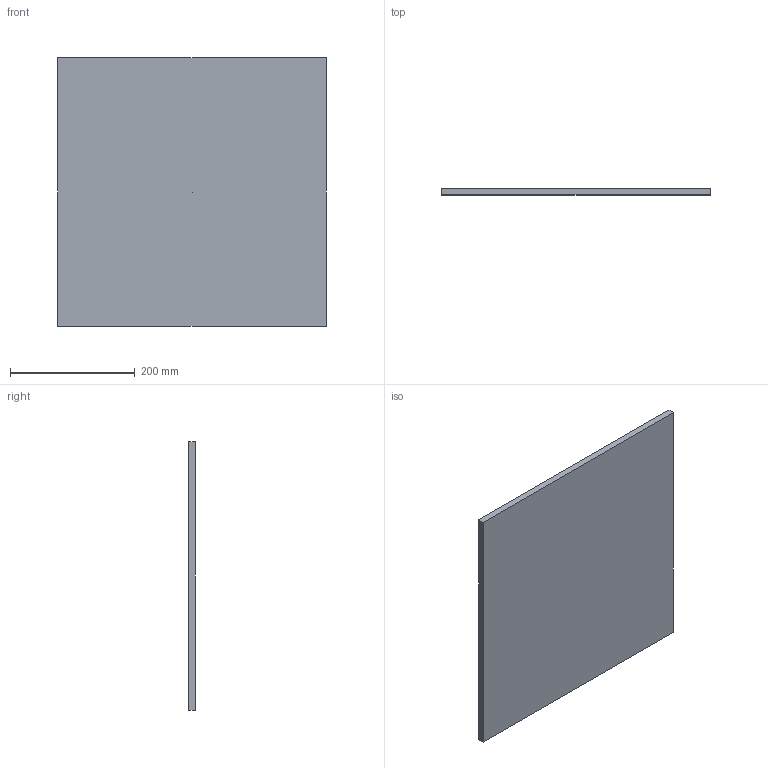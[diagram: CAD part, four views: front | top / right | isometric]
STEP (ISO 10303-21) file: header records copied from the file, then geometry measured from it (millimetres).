
FILE_DESCRIPTION (( 'STEP AP214' ), '1' );
FILE_NAME ('Chess Board.STEP', '2025-12-22T11:00:05', ( '' ), ( '' ), 'SwSTEP 2.0', 'SolidWorks 2020', '' );
FILE_SCHEMA (( 'AUTOMOTIVE_DESIGN' ));
Length unit declared in the file: millimetre
Products named in the file (1): Chess Board
Bounding box: 431 x 10 x 431 mm (x, y, z)
Volume: 1848689 mm3; surface area: 403206 mm2
Topology: 1 solids, 1 shells, 331 faces, 792 edges, 528 vertices
Faces by surface type: plane 331
Entity records: 9838 total; most frequent: CARTESIAN_POINT 1652, ORIENTED_EDGE 1584, DIRECTION 1456, LINE 792, EDGE_CURVE 792, VECTOR 792, VERTEX_POINT 528, EDGE_LOOP 396
